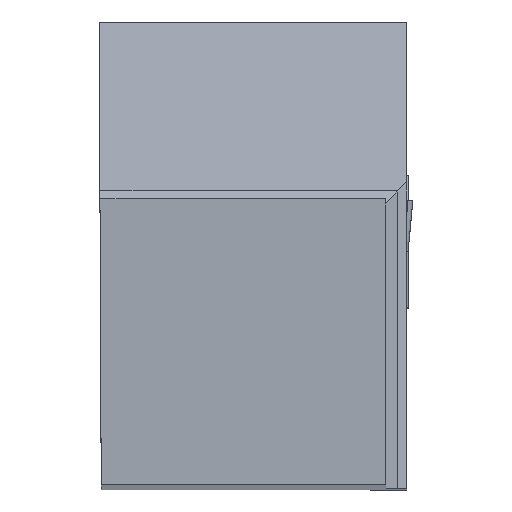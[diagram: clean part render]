
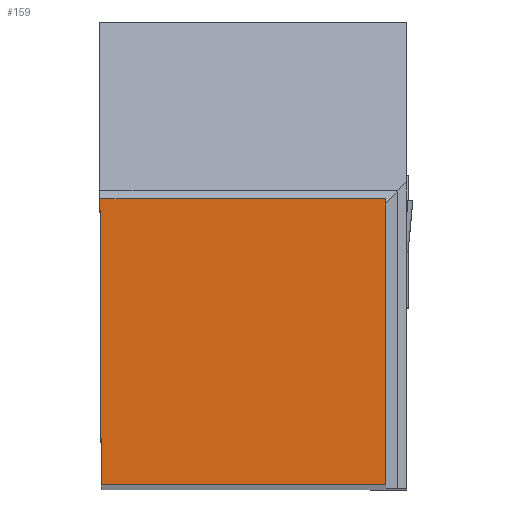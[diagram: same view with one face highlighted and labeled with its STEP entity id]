
A CAD part, top view. The second image highlights one B-rep face of the part: STEP entity #159.
In plain terms, the highlighted planar face has unit normal (0, 0, 1).
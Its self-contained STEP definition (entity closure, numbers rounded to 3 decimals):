
#159=ADVANCED_FACE('BLANK_BOXF006',(#259),#205,.F.);
#205=PLANE('',#1261);
#259=FACE_OUTER_BOUND('',#314,.T.);
#314=EDGE_LOOP('',(#563,#564,#565,#566));
#563=ORIENTED_EDGE('',*,*,#870,.T.);
#564=ORIENTED_EDGE('',*,*,#871,.T.);
#565=ORIENTED_EDGE('',*,*,#866,.T.);
#566=ORIENTED_EDGE('',*,*,#858,.T.);
#725=VERTEX_POINT('',#1951);
#726=VERTEX_POINT('',#1953);
#731=VERTEX_POINT('',#1968);
#734=VERTEX_POINT('',#1976);
#858=EDGE_CURVE('',#726,#725,#983,.T.);
#866=EDGE_CURVE('',#731,#726,#991,.T.);
#870=EDGE_CURVE('',#725,#734,#995,.T.);
#871=EDGE_CURVE('',#734,#731,#996,.T.);
#983=LINE('',#1952,#1111);
#991=LINE('',#1967,#1119);
#995=LINE('',#1975,#1123);
#996=LINE('',#1977,#1124);
#1111=VECTOR('',#1483,1.);
#1119=VECTOR('',#1495,1.);
#1123=VECTOR('',#1501,1.);
#1124=VECTOR('',#1502,1.);
#1261=AXIS2_PLACEMENT_3D('',#1978,#1503,#1504);
#1483=DIRECTION('',(1.,0.,0.));
#1495=DIRECTION('',(0.004,-1.,0.));
#1501=DIRECTION('',(0.,1.,0.));
#1502=DIRECTION('',(-1.,0.,0.));
#1503=DIRECTION('',(0.,0.,-1.));
#1504=DIRECTION('',(0.,-1.,0.));
#1951=CARTESIAN_POINT('',(11.875,0.,0.));
#1952=CARTESIAN_POINT('',(-125.55,0.,0.));
#1953=CARTESIAN_POINT('',(0.052,0.,0.));
#1967=CARTESIAN_POINT('',(-0.496,125.549,0.));
#1968=CARTESIAN_POINT('',(0.,11.875,0.));
#1975=CARTESIAN_POINT('',(11.875,-125.55,0.));
#1976=CARTESIAN_POINT('',(11.875,11.875,0.));
#1977=CARTESIAN_POINT('',(125.55,11.875,0.));
#1978=CARTESIAN_POINT('',(12.75,-5.,0.));
